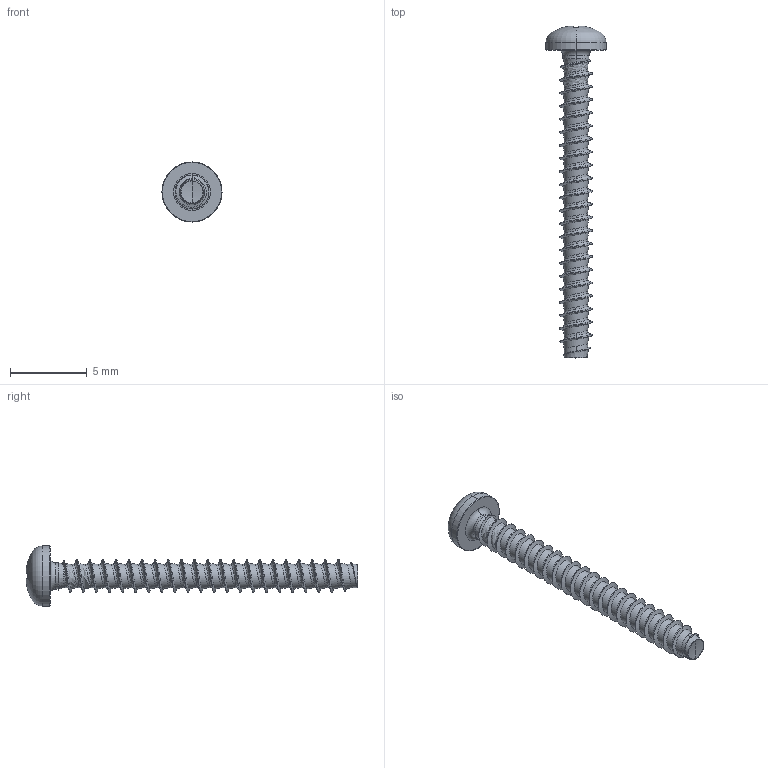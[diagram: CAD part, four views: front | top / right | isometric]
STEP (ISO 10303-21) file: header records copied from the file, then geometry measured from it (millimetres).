
FILE_DESCRIPTION (( 'STEP AP203' ), '1' );
FILE_NAME ('STP320220200.STEP', '2017-08-15T14:04:30', ( '' ), ( '' ), 'SwSTEP 2.0', 'SolidWorks 2015', '' );
FILE_SCHEMA (( 'CONFIG_CONTROL_DESIGN' ));
Length unit declared in the file: millimetre
Products named in the file (1): STP320220200
Bounding box: 3.9 x 21.57 x 3.9 mm (x, y, z)
Volume: 56.7 mm3; surface area: 199.4 mm2
Topology: 1 solids, 1 shells, 210 faces, 500 edges, 292 vertices
Faces by surface type: cylinder 72, bspline 51, torus 28, sphere 28, plane 22, cone 9
Entity records: 34165 total; most frequent: CARTESIAN_POINT 29786, ORIENTED_EDGE 996, DIRECTION 803, EDGE_CURVE 498, AXIS2_PLACEMENT_3D 349, VERTEX_POINT 292, EDGE_LOOP 212, ADVANCED_FACE 210
